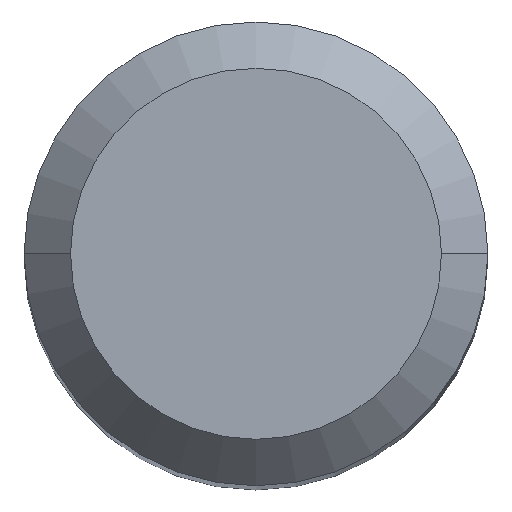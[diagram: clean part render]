
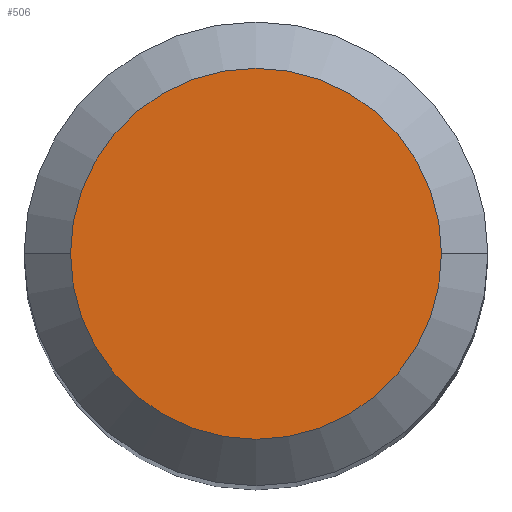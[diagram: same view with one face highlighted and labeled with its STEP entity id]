
A CAD part, top view. The second image highlights one B-rep face of the part: STEP entity #506.
In plain terms, the highlighted planar face has unit normal (0, 0, 1).
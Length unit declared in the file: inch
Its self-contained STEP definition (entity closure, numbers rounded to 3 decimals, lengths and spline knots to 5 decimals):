
#10 = PLANE ( 'NONE',  #185 ) ;
#17 = EDGE_CURVE ( 'NONE', #376, #433, #430, .T. ) ;
#29 = DIRECTION ( 'NONE',  ( 0., 0., 1. ) ) ;
#34 = DIRECTION ( 'NONE',  ( 1., 0., 0. ) ) ;
#86 = CARTESIAN_POINT ( 'NONE',  ( 0., 0., 0. ) ) ;
#89 = AXIS2_PLACEMENT_3D ( 'NONE', #432, #29, #300 ) ;
#134 = CARTESIAN_POINT ( 'NONE',  ( 0.09448, 0., 0. ) ) ;
#153 = CARTESIAN_POINT ( 'NONE',  ( 0., 0., 0. ) ) ;
#171 = DIRECTION ( 'NONE',  ( 0., 0., -1. ) ) ;
#185 = AXIS2_PLACEMENT_3D ( 'NONE', #86, #171, #285 ) ;
#285 = DIRECTION ( 'NONE',  ( -1., 0., 0. ) ) ;
#300 = DIRECTION ( 'NONE',  ( 1., 0., 0. ) ) ;
#314 = CIRCLE ( 'NONE', #89, 0.09448 ) ;
#339 = EDGE_CURVE ( 'NONE', #433, #376, #314, .T. ) ;
#363 = DIRECTION ( 'NONE',  ( 0., 0., 1. ) ) ;
#376 = VERTEX_POINT ( 'NONE', #134 ) ;
#379 = EDGE_LOOP ( 'NONE', ( #431, #443 ) ) ;
#430 = CIRCLE ( 'NONE', #517, 0.09448 ) ;
#431 = ORIENTED_EDGE ( 'NONE', *, *, #339, .T. ) ;
#432 = CARTESIAN_POINT ( 'NONE',  ( 0., 0., 0. ) ) ;
#433 = VERTEX_POINT ( 'NONE', #491 ) ;
#443 = ORIENTED_EDGE ( 'NONE', *, *, #17, .T. ) ;
#455 = FACE_OUTER_BOUND ( 'NONE', #379, .T. ) ;
#491 = CARTESIAN_POINT ( 'NONE',  ( -0.09448, 0., 0. ) ) ;
#506 = ADVANCED_FACE ( 'NONE', ( #455 ), #10, .F. ) ;
#517 = AXIS2_PLACEMENT_3D ( 'NONE', #153, #363, #34 ) ;
